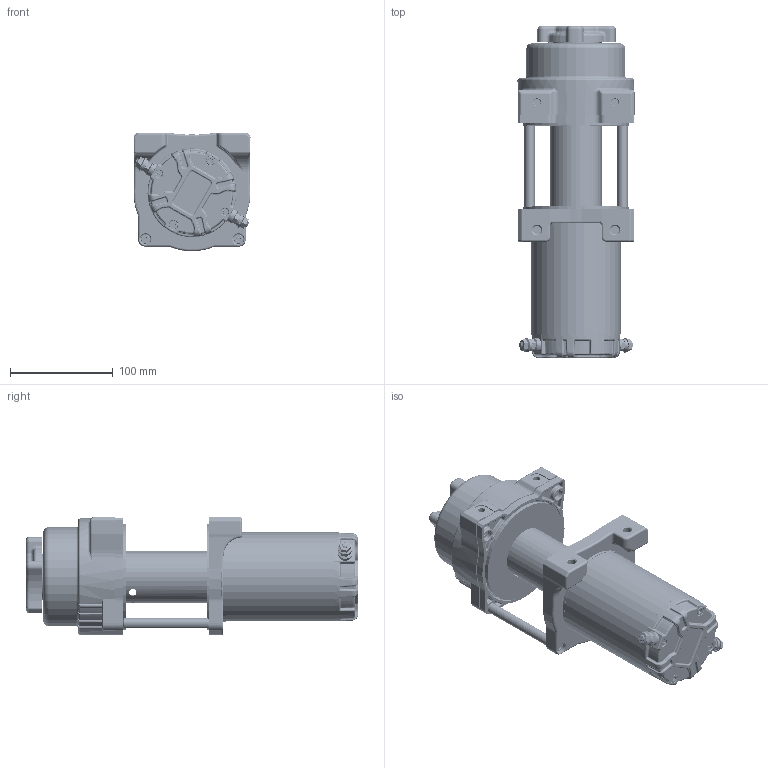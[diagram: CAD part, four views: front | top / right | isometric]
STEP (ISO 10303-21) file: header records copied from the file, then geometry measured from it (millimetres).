
FILE_DESCRIPTION(/* description */ (''),/* implementation_level */ '2;1');
FILE_NAME(/* name */ '649445_Terra-2500-SR_12V.stp',/* time_stamp */ '2023-06-12T08:56:19+02:00',/* author */ ('lang1ph'),/* organization */ (''),/* preprocessor_version */ 'ST-DEVELOPER v18.1',/* originating_system */ 'Autodesk Inventor 2022',/* authorisation */ '');
FILE_SCHEMA (('CONFIG_CONTROL_DESIGN'));
Length unit declared in the file: millimetre
Products named in the file (1): 649445_Terra-2500-SR_12V
Bounding box: 114.1 x 323.62 x 115.62 mm (x, y, z)
Surface area: 174811.6 mm2 (no closed solid volume)
Topology: 0 solids, 34 shells, 2725 faces, 7493 edges, 4739 vertices
Faces by surface type: cylinder 998, plane 880, bspline 362, torus 312, cone 109, sphere 64
Full cylindrical faces by diameter (mm): 3.961 x104, 4.701 x54, 5 x107, 5.5 x2, 6 x55, 6.8 x2, 7 x1, 8.3 x2, 8.5 x6, 9 x2, 10 x4, 11 x2, 12 x4, 13.5 x2, 14.2 x4, 20 x1, 30 x1, 45 x1, 50.3 x1, 87 x1, 88 x1, 96.5 x1, 104 x2, 107 x2, 107.5 x1
Entity records: 189594 total; most frequent: CARTESIAN_POINT 122095, ORIENTED_EDGE 13880, DIRECTION 12740, EDGE_CURVE 7439, AXIS2_PLACEMENT_3D 4886, VERTEX_POINT 4741, LINE 2968, VECTOR 2968
